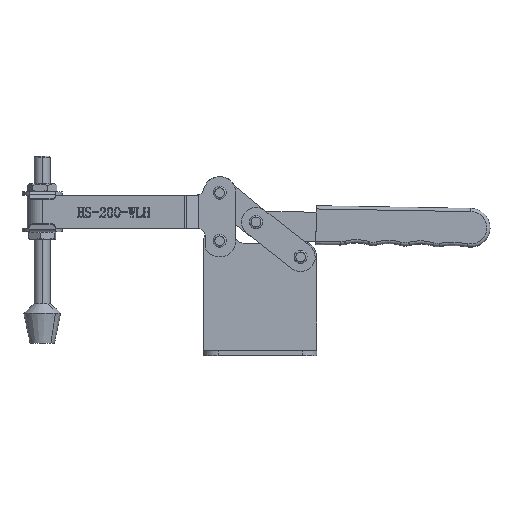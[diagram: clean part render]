
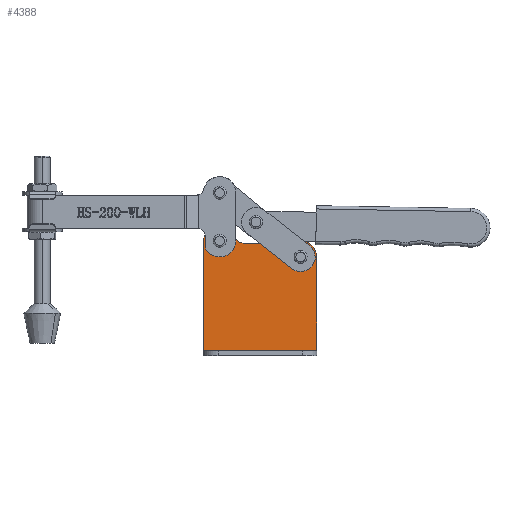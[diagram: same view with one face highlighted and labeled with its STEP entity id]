
A CAD part, top view. The second image highlights one B-rep face of the part: STEP entity #4388.
In plain terms, the highlighted planar face has unit normal (0, 0, 1).
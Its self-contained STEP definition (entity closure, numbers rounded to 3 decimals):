
#2005 = VERTEX_POINT ( 'NONE', #21707 ) ;
#2010 = VERTEX_POINT ( 'NONE', #21698 ) ;
#2011 = VERTEX_POINT ( 'NONE', #21696 ) ;
#2012 = VERTEX_POINT ( 'NONE', #21694 ) ;
#2013 = VERTEX_POINT ( 'NONE', #21692 ) ;
#3986 = EDGE_LOOP ( 'NONE', ( #5927, #5945, #6059, #6012, #5847, #5930, #6215 ) ) ;
#4082 = EDGE_LOOP ( 'NONE', ( #26388, #26600 ) ) ;
#4090 = EDGE_LOOP ( 'NONE', ( #26522, #26546 ) ) ;
#4388 = ADVANCED_FACE ( 'NONE', ( #23694, #23687, #23695 ), #15984, .F. ) ;
#5311 = CIRCLE ( 'NONE', #8104, 3.2 ) ;
#5340 = LINE ( 'NONE', #23845, #5343 ) ;
#5343 = VECTOR ( 'NONE', #23844, 1000. ) ;
#5344 = CIRCLE ( 'NONE', #8112, 3.2 ) ;
#5414 = LINE ( 'NONE', #16493, #5419 ) ;
#5419 = VECTOR ( 'NONE', #16477, 1000. ) ;
#5423 = CIRCLE ( 'NONE', #8134, 10. ) ;
#5426 = CIRCLE ( 'NONE', #8138, 3.2 ) ;
#5428 = CIRCLE ( 'NONE', #8140, 3.2 ) ;
#5429 = LINE ( 'NONE', #16857, #5431 ) ;
#5431 = VECTOR ( 'NONE', #16856, 1000. ) ;
#5432 = CIRCLE ( 'NONE', #8144, 10. ) ;
#5433 = CIRCLE ( 'NONE', #8145, 5. ) ;
#5434 = LINE ( 'NONE', #16846, #5436 ) ;
#5436 = VECTOR ( 'NONE', #16845, 1000. ) ;
#5847 = ORIENTED_EDGE ( 'NONE', *, *, #11315, .T. ) ;
#5927 = ORIENTED_EDGE ( 'NONE', *, *, #11303, .F. ) ;
#5930 = ORIENTED_EDGE ( 'NONE', *, *, #11314, .T. ) ;
#5945 = ORIENTED_EDGE ( 'NONE', *, *, #11236, .T. ) ;
#6012 = ORIENTED_EDGE ( 'NONE', *, *, #11312, .T. ) ;
#6059 = ORIENTED_EDGE ( 'NONE', *, *, #11307, .T. ) ;
#6215 = ORIENTED_EDGE ( 'NONE', *, *, #11316, .T. ) ;
#7459 = AXIS2_PLACEMENT_3D ( 'NONE', #15986, #15128, #15982 ) ;
#8104 = AXIS2_PLACEMENT_3D ( 'NONE', #23898, #23897, #23896 ) ;
#8112 = AXIS2_PLACEMENT_3D ( 'NONE', #23827, #23826, #23825 ) ;
#8134 = AXIS2_PLACEMENT_3D ( 'NONE', #16546, #16440, #16861 ) ;
#8138 = AXIS2_PLACEMENT_3D ( 'NONE', #16855, #16854, #16853 ) ;
#8140 = AXIS2_PLACEMENT_3D ( 'NONE', #16852, #16851, #16850 ) ;
#8144 = AXIS2_PLACEMENT_3D ( 'NONE', #16844, #16843, #16842 ) ;
#8145 = AXIS2_PLACEMENT_3D ( 'NONE', #16841, #16840, #16839 ) ;
#11201 = EDGE_CURVE ( 'NONE', #2010, #27483, #5311, .T. ) ;
#11236 = EDGE_CURVE ( 'NONE', #27389, #2011, #5340, .T. ) ;
#11246 = EDGE_CURVE ( 'NONE', #2013, #2012, #5344, .T. ) ;
#11303 = EDGE_CURVE ( 'NONE', #27389, #2005, #5414, .T. ) ;
#11307 = EDGE_CURVE ( 'NONE', #2011, #27207, #5423, .T. ) ;
#11310 = EDGE_CURVE ( 'NONE', #27483, #2010, #5426, .T. ) ;
#11311 = EDGE_CURVE ( 'NONE', #2012, #2013, #5428, .T. ) ;
#11312 = EDGE_CURVE ( 'NONE', #27207, #27208, #5429, .T. ) ;
#11314 = EDGE_CURVE ( 'NONE', #27355, #27704, #5432, .T. ) ;
#11315 = EDGE_CURVE ( 'NONE', #27208, #27355, #5433, .T. ) ;
#11316 = EDGE_CURVE ( 'NONE', #27704, #2005, #5434, .T. ) ;
#15128 = DIRECTION ( 'NONE',  ( 0., 0., -1. ) ) ;
#15982 = DIRECTION ( 'NONE',  ( -1., 0., 0. ) ) ;
#15984 = PLANE ( 'NONE',  #7459 ) ;
#15986 = CARTESIAN_POINT ( 'NONE',  ( 10., 68., 0. ) ) ;
#16440 = DIRECTION ( 'NONE',  ( 0., 0., 1. ) ) ;
#16477 = DIRECTION ( 'NONE',  ( -1., 0., 0. ) ) ;
#16493 = CARTESIAN_POINT ( 'NONE',  ( 70., 0.5, 0. ) ) ;
#16546 = CARTESIAN_POINT ( 'NONE',  ( 60., 58., 0. ) ) ;
#16839 = DIRECTION ( 'NONE',  ( 1., 0., 0. ) ) ;
#16840 = DIRECTION ( 'NONE',  ( 0., 0., -1. ) ) ;
#16841 = CARTESIAN_POINT ( 'NONE',  ( 24.562, 71.6, 0. ) ) ;
#16842 = DIRECTION ( 'NONE',  ( -1., 0., 0. ) ) ;
#16843 = DIRECTION ( 'NONE',  ( 0., 0., 1. ) ) ;
#16844 = CARTESIAN_POINT ( 'NONE',  ( 10., 68., 0. ) ) ;
#16845 = DIRECTION ( 'NONE',  ( 0., -1., 0. ) ) ;
#16846 = CARTESIAN_POINT ( 'NONE',  ( 0., 0., 0. ) ) ;
#16850 = DIRECTION ( 'NONE',  ( 1., 0., 0. ) ) ;
#16851 = DIRECTION ( 'NONE',  ( 0., 0., 1. ) ) ;
#16852 = CARTESIAN_POINT ( 'NONE',  ( 60., 58., 0. ) ) ;
#16853 = DIRECTION ( 'NONE',  ( 1., 0., 0. ) ) ;
#16854 = DIRECTION ( 'NONE',  ( 0., 0., 1. ) ) ;
#16855 = CARTESIAN_POINT ( 'NONE',  ( 10., 68., 0. ) ) ;
#16856 = DIRECTION ( 'NONE',  ( -1., 0., 0. ) ) ;
#16857 = CARTESIAN_POINT ( 'NONE',  ( 24.562, 66.6, 0. ) ) ;
#16861 = DIRECTION ( 'NONE',  ( -1., 0., 0. ) ) ;
#19692 = CARTESIAN_POINT ( 'NONE',  ( 54.897, 66.6, 0. ) ) ;
#19693 = CARTESIAN_POINT ( 'NONE',  ( 24.562, 66.6, 0. ) ) ;
#19755 = CARTESIAN_POINT ( 'NONE',  ( 19.708, 70.4, 0. ) ) ;
#19766 = CARTESIAN_POINT ( 'NONE',  ( 70., 0.5, 0. ) ) ;
#19796 = CARTESIAN_POINT ( 'NONE',  ( 13.2, 68., 0. ) ) ;
#19850 = CARTESIAN_POINT ( 'NONE',  ( 0., 68., 0. ) ) ;
#21692 = CARTESIAN_POINT ( 'NONE',  ( 56.8, 58., 0. ) ) ;
#21694 = CARTESIAN_POINT ( 'NONE',  ( 63.2, 58., 0. ) ) ;
#21696 = CARTESIAN_POINT ( 'NONE',  ( 70., 58., 0. ) ) ;
#21698 = CARTESIAN_POINT ( 'NONE',  ( 6.8, 68., 0. ) ) ;
#21707 = CARTESIAN_POINT ( 'NONE',  ( 0., 0.5, 0. ) ) ;
#23687 = FACE_BOUND ( 'NONE', #4090, .T. ) ;
#23694 = FACE_BOUND ( 'NONE', #4082, .T. ) ;
#23695 = FACE_OUTER_BOUND ( 'NONE', #3986, .T. ) ;
#23825 = DIRECTION ( 'NONE',  ( 1., 0., 0. ) ) ;
#23826 = DIRECTION ( 'NONE',  ( 0., 0., 1. ) ) ;
#23827 = CARTESIAN_POINT ( 'NONE',  ( 60., 58., 0. ) ) ;
#23844 = DIRECTION ( 'NONE',  ( 0., 1., 0. ) ) ;
#23845 = CARTESIAN_POINT ( 'NONE',  ( 70., 58., 0. ) ) ;
#23896 = DIRECTION ( 'NONE',  ( 1., 0., 0. ) ) ;
#23897 = DIRECTION ( 'NONE',  ( 0., 0., 1. ) ) ;
#23898 = CARTESIAN_POINT ( 'NONE',  ( 10., 68., 0. ) ) ;
#26388 = ORIENTED_EDGE ( 'NONE', *, *, #11310, .F. ) ;
#26522 = ORIENTED_EDGE ( 'NONE', *, *, #11311, .F. ) ;
#26546 = ORIENTED_EDGE ( 'NONE', *, *, #11246, .F. ) ;
#26600 = ORIENTED_EDGE ( 'NONE', *, *, #11201, .F. ) ;
#27207 = VERTEX_POINT ( 'NONE', #19692 ) ;
#27208 = VERTEX_POINT ( 'NONE', #19693 ) ;
#27355 = VERTEX_POINT ( 'NONE', #19755 ) ;
#27389 = VERTEX_POINT ( 'NONE', #19766 ) ;
#27483 = VERTEX_POINT ( 'NONE', #19796 ) ;
#27704 = VERTEX_POINT ( 'NONE', #19850 ) ;
